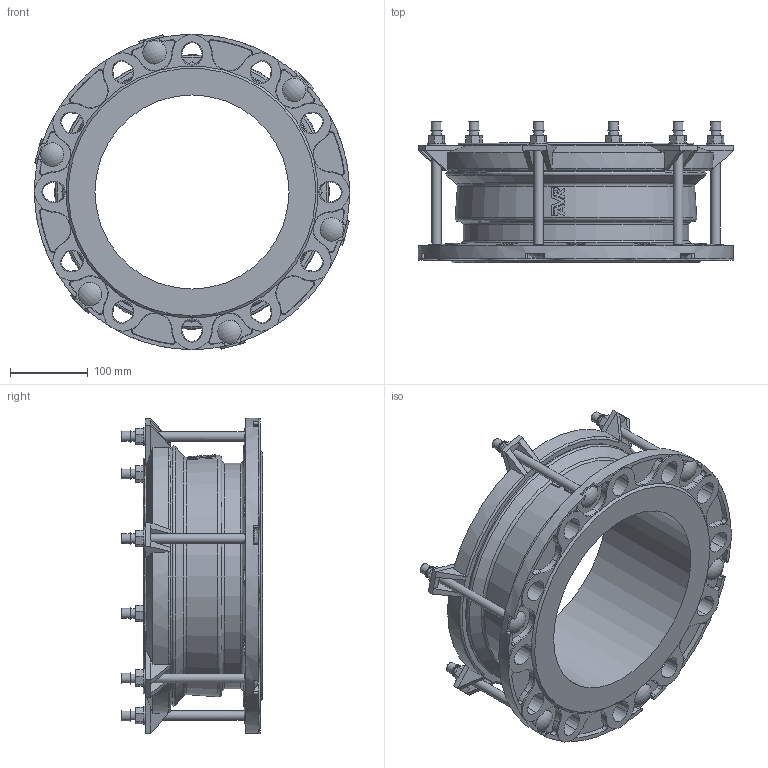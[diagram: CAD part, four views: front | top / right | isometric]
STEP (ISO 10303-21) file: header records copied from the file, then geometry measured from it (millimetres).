
FILE_DESCRIPTION (( 'STEP AP203' ), '1' );
FILE_NAME ('O_603_A_DN250_266-292mm_STEP.STEP', '2015-04-13T07:07:36', ( 'ken' ), ( '' ), 'SwSTEP 2.0', 'SolidWorks 2012', '' );
FILE_SCHEMA (( 'CONFIG_CONTROL_DESIGN' ));
Length unit declared in the file: millimetre
Products named in the file (1): O_603_A_DN250_266-292mm_STEP
Bounding box: 406 x 182 x 406 mm (x, y, z)
Volume: 5504233 mm3; surface area: 567529.5 mm2
Topology: 1 solids, 1 shells, 546 faces, 1379 edges, 875 vertices
Faces by surface type: plane 260, cone 141, cylinder 113, bspline 14, torus 12, sphere 6
Full cylindrical faces by diameter (mm): 12 x12, 13 x6, 16 x6, 24 x6, 30 x6, 250 x1, 291 x1, 305 x1, 333.596 x1, 406 x1
Entity records: 18751 total; most frequent: CARTESIAN_POINT 5881, DIRECTION 2659, ORIENTED_EDGE 2620, EDGE_CURVE 1310, AXIS2_PLACEMENT_3D 1062, VERTEX_POINT 859, EDGE_LOOP 677, FACE_OUTER_BOUND 593
